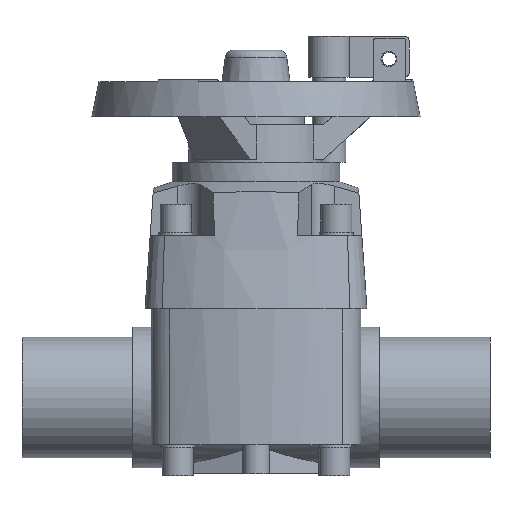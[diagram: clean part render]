
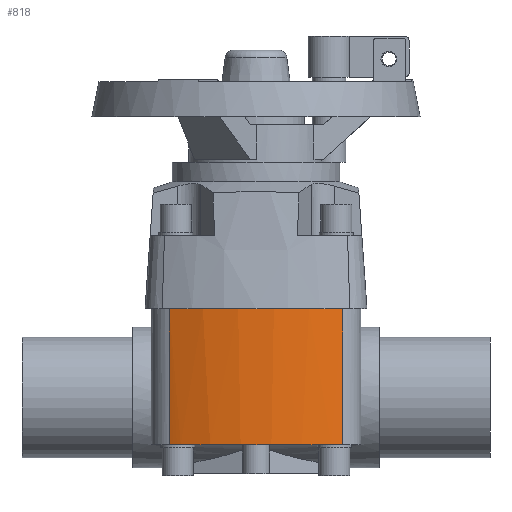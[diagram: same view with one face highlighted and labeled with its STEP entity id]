
A CAD part, front view. The second image highlights one B-rep face of the part: STEP entity #818.
In plain terms, the highlighted cylindrical face has radius 85.8 mm (diameter 171.6 mm), a partial arc.
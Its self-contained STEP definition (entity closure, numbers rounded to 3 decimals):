
#818=ADVANCED_FACE('',(#1671),#1672,.T.);
#1671=FACE_OUTER_BOUND('',#2533,.T.);
#1672=CYLINDRICAL_SURFACE('',#2534,85.8);
#2533=EDGE_LOOP('',(#4954,#4955,#4956,#4957,#4958,#4959));
#2534=AXIS2_PLACEMENT_3D('',#4960,#4961,#4962);
#4954=ORIENTED_EDGE('',*,*,#5771,.T.);
#4955=ORIENTED_EDGE('',*,*,#5849,.T.);
#4956=ORIENTED_EDGE('',*,*,#5748,.T.);
#4957=ORIENTED_EDGE('',*,*,#6052,.F.);
#4958=ORIENTED_EDGE('',*,*,#5871,.T.);
#4959=ORIENTED_EDGE('',*,*,#6050,.T.);
#4960=CARTESIAN_POINT('',(0.,37.95,36.775));
#4961=DIRECTION('',(0.0,0.0,-1.0));
#4962=DIRECTION('',(0.419,-0.908,0.0));
#5748=EDGE_CURVE('',#6527,#7109,#7110,.T.);
#5771=EDGE_CURVE('',#7133,#6485,#7135,.T.);
#5849=EDGE_CURVE('',#6485,#6527,#7235,.T.);
#5871=EDGE_CURVE('',#7269,#7267,#7270,.T.);
#6050=EDGE_CURVE('',#7267,#7133,#7482,.T.);
#6052=EDGE_CURVE('',#7269,#7109,#7484,.T.);
#6485=VERTEX_POINT('',#8293);
#6527=VERTEX_POINT('',#8343);
#7109=VERTEX_POINT('',#9116);
#7110=CIRCLE('',#9117,85.8);
#7133=VERTEX_POINT('',#9140);
#7135=CIRCLE('',#9142,85.8);
#7235=CIRCLE('',#9315,85.8);
#7267=VERTEX_POINT('',#9352);
#7269=VERTEX_POINT('',#9354);
#7270=CIRCLE('',#9355,85.8);
#7482=LINE('',#9751,#9752);
#7484=LINE('',#9754,#9755);
#8293=CARTESIAN_POINT('',(-31.213,-41.971,-19.593));
#8343=CARTESIAN_POINT('',(31.213,-41.971,-19.593));
#9116=CARTESIAN_POINT('',(35.946,-39.957,-19.593));
#9117=AXIS2_PLACEMENT_3D('',#10792,#10793,#10794);
#9140=CARTESIAN_POINT('',(-35.946,-39.957,-19.593));
#9142=AXIS2_PLACEMENT_3D('',#10831,#10832,#10833);
#9315=AXIS2_PLACEMENT_3D('',#10925,#10926,#10927);
#9352=CARTESIAN_POINT('',(-35.946,-39.957,36.775));
#9354=CARTESIAN_POINT('',(35.946,-39.957,36.775));
#9355=AXIS2_PLACEMENT_3D('',#10969,#10970,#10971);
#9751=CARTESIAN_POINT('',(-35.946,-39.957,36.775));
#9752=VECTOR('',#11182,1.0);
#9754=CARTESIAN_POINT('',(35.946,-39.957,36.775));
#9755=VECTOR('',#11183,1.0);
#10792=CARTESIAN_POINT('',(0.,37.95,-19.593));
#10793=DIRECTION('',(-0.0,0.0,1.0));
#10794=DIRECTION('',(0.419,-0.908,0.0));
#10831=CARTESIAN_POINT('',(0.,37.95,-19.593));
#10832=DIRECTION('',(-0.0,0.0,1.0));
#10833=DIRECTION('',(0.419,-0.908,0.0));
#10925=CARTESIAN_POINT('',(0.,37.95,-19.593));
#10926=DIRECTION('',(-0.0,0.0,1.0));
#10927=DIRECTION('',(0.419,-0.908,0.0));
#10969=CARTESIAN_POINT('',(0.,37.95,36.775));
#10970=DIRECTION('',(0.0,0.0,-1.0));
#10971=DIRECTION('',(0.419,-0.908,0.0));
#11182=DIRECTION('',(0.0,0.0,-1.0));
#11183=DIRECTION('',(0.0,0.0,-1.0));
